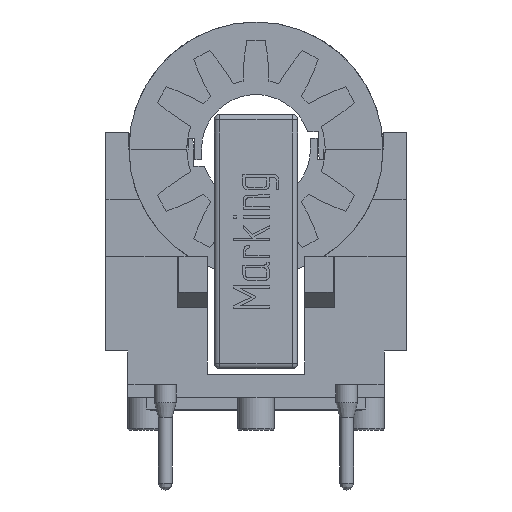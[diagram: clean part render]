
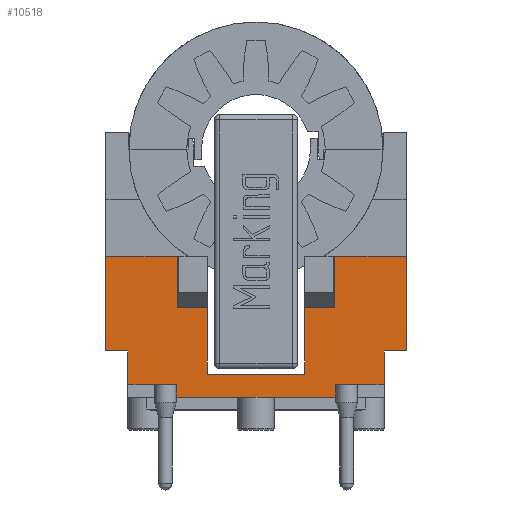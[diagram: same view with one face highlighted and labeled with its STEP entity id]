
A CAD part, left-side view. The second image highlights one B-rep face of the part: STEP entity #10518.
In plain terms, the highlighted planar face has unit normal (-1, 0, 0).
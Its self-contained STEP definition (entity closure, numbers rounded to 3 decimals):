
#540=PLANE('',#12602);
#1111=LINE('',#21292,#1970);
#1123=LINE('',#21319,#1982);
#1193=LINE('',#21516,#2052);
#1211=LINE('',#21553,#2070);
#1218=LINE('',#21567,#2077);
#1229=LINE('',#21593,#2088);
#1261=LINE('',#21654,#2120);
#1297=LINE('',#21736,#2156);
#1299=LINE('',#21740,#2158);
#1303=LINE('',#21747,#2162);
#1304=LINE('',#21750,#2163);
#1305=LINE('',#21751,#2164);
#1306=LINE('',#21752,#2165);
#1307=LINE('',#21754,#2166);
#1308=LINE('',#21755,#2167);
#1309=LINE('',#21757,#2168);
#1310=LINE('',#21759,#2169);
#1311=LINE('',#21761,#2170);
#1312=LINE('',#21762,#2171);
#1313=LINE('',#21764,#2172);
#1314=LINE('',#21765,#2173);
#1970=VECTOR('',#14994,1000.);
#1982=VECTOR('',#15012,1000.);
#2052=VECTOR('',#15170,1000.);
#2070=VECTOR('',#15198,1000.);
#2077=VECTOR('',#15209,1000.);
#2088=VECTOR('',#15228,1000.);
#2120=VECTOR('',#15274,1000.);
#2156=VECTOR('',#15342,1000.);
#2158=VECTOR('',#15346,1000.);
#2162=VECTOR('',#15352,1000.);
#2163=VECTOR('',#15353,1000.);
#2164=VECTOR('',#15354,1000.);
#2165=VECTOR('',#15355,1000.);
#2166=VECTOR('',#15356,1000.);
#2167=VECTOR('',#15357,1000.);
#2168=VECTOR('',#15358,1000.);
#2169=VECTOR('',#15359,1000.);
#2170=VECTOR('',#15360,1000.);
#2171=VECTOR('',#15361,1000.);
#2172=VECTOR('',#15362,1000.);
#2173=VECTOR('',#15363,1000.);
#4740=ORIENTED_EDGE('',*,*,#6585,.F.);
#4741=ORIENTED_EDGE('',*,*,#6586,.F.);
#4742=ORIENTED_EDGE('',*,*,#6538,.F.);
#4743=ORIENTED_EDGE('',*,*,#6587,.T.);
#4744=ORIENTED_EDGE('',*,*,#6369,.F.);
#4745=ORIENTED_EDGE('',*,*,#6588,.T.);
#4746=ORIENTED_EDGE('',*,*,#6589,.T.);
#4747=ORIENTED_EDGE('',*,*,#6581,.T.);
#4748=ORIENTED_EDGE('',*,*,#6579,.F.);
#4749=ORIENTED_EDGE('',*,*,#6505,.T.);
#4750=ORIENTED_EDGE('',*,*,#6590,.F.);
#4751=ORIENTED_EDGE('',*,*,#6591,.F.);
#4752=ORIENTED_EDGE('',*,*,#6592,.T.);
#4753=ORIENTED_EDGE('',*,*,#6593,.F.);
#4754=ORIENTED_EDGE('',*,*,#6493,.T.);
#4755=ORIENTED_EDGE('',*,*,#6594,.F.);
#4756=ORIENTED_EDGE('',*,*,#6595,.F.);
#4757=ORIENTED_EDGE('',*,*,#6486,.T.);
#4758=ORIENTED_EDGE('',*,*,#6381,.T.);
#4759=ORIENTED_EDGE('',*,*,#6468,.F.);
#4760=ORIENTED_EDGE('',*,*,#6596,.T.);
#6369=EDGE_CURVE('',#7505,#7502,#1111,.T.);
#6381=EDGE_CURVE('',#7518,#7517,#1123,.T.);
#6468=EDGE_CURVE('',#7586,#7517,#1193,.T.);
#6486=EDGE_CURVE('',#7601,#7518,#1211,.T.);
#6493=EDGE_CURVE('',#7604,#7605,#1218,.T.);
#6505=EDGE_CURVE('',#7613,#7616,#1229,.T.);
#6538=EDGE_CURVE('',#7638,#7639,#1261,.T.);
#6579=EDGE_CURVE('',#7613,#7668,#1297,.T.);
#6581=EDGE_CURVE('',#7670,#7668,#1299,.T.);
#6585=EDGE_CURVE('',#7672,#7673,#1303,.T.);
#6586=EDGE_CURVE('',#7639,#7672,#1304,.T.);
#6587=EDGE_CURVE('',#7638,#7502,#1305,.T.);
#6588=EDGE_CURVE('',#7505,#7674,#1306,.T.);
#6589=EDGE_CURVE('',#7674,#7670,#1307,.T.);
#6590=EDGE_CURVE('',#7675,#7616,#1308,.T.);
#6591=EDGE_CURVE('',#7676,#7675,#1309,.T.);
#6592=EDGE_CURVE('',#7676,#7677,#1310,.T.);
#6593=EDGE_CURVE('',#7604,#7677,#1311,.T.);
#6594=EDGE_CURVE('',#7678,#7605,#1312,.T.);
#6595=EDGE_CURVE('',#7601,#7678,#1313,.T.);
#6596=EDGE_CURVE('',#7586,#7673,#1314,.T.);
#7502=VERTEX_POINT('',#21286);
#7505=VERTEX_POINT('',#21291);
#7517=VERTEX_POINT('',#21318);
#7518=VERTEX_POINT('',#21320);
#7586=VERTEX_POINT('',#21515);
#7601=VERTEX_POINT('',#21554);
#7604=VERTEX_POINT('',#21564);
#7605=VERTEX_POINT('',#21566);
#7613=VERTEX_POINT('',#21586);
#7616=VERTEX_POINT('',#21592);
#7638=VERTEX_POINT('',#21653);
#7639=VERTEX_POINT('',#21655);
#7668=VERTEX_POINT('',#21735);
#7670=VERTEX_POINT('',#21741);
#7672=VERTEX_POINT('',#21748);
#7673=VERTEX_POINT('',#21749);
#7674=VERTEX_POINT('',#21753);
#7675=VERTEX_POINT('',#21756);
#7676=VERTEX_POINT('',#21758);
#7677=VERTEX_POINT('',#21760);
#7678=VERTEX_POINT('',#21763);
#8916=EDGE_LOOP('',(#4740,#4741,#4742,#4743,#4744,#4745,#4746,#4747,#4748,
#4749,#4750,#4751,#4752,#4753,#4754,#4755,#4756,#4757,#4758,#4759,#4760));
#9669=FACE_BOUND('',#8916,.T.);
#10518=ADVANCED_FACE('',(#9669),#540,.T.);
#12602=AXIS2_PLACEMENT_3D('',#21746,#15350,#15351);
#14994=DIRECTION('',(0.,0.,-1.));
#15012=DIRECTION('',(0.,0.,-1.));
#15170=DIRECTION('',(0.,1.,0.));
#15198=DIRECTION('',(0.,-1.,0.));
#15209=DIRECTION('',(0.,0.,1.));
#15228=DIRECTION('',(0.,1.,0.));
#15274=DIRECTION('',(0.,0.,-1.));
#15342=DIRECTION('',(0.,0.,1.));
#15346=DIRECTION('',(0.,1.,0.));
#15350=DIRECTION('',(-1.,0.,0.));
#15351=DIRECTION('',(0.,0.,1.));
#15352=DIRECTION('',(0.,1.,0.));
#15353=DIRECTION('',(0.,1.,0.));
#15354=DIRECTION('',(0.,-1.,0.));
#15355=DIRECTION('',(0.,-1.,0.));
#15356=DIRECTION('',(0.,0.,1.));
#15357=DIRECTION('',(0.,0.,1.));
#15358=DIRECTION('',(0.,-1.,0.));
#15359=DIRECTION('',(0.,0.,1.));
#15360=DIRECTION('',(0.,-1.,0.));
#15361=DIRECTION('',(0.,-1.,0.));
#15362=DIRECTION('',(0.,0.,1.));
#15363=DIRECTION('',(0.,0.,-1.));
#21286=CARTESIAN_POINT('',(-9.11,-7.055,2.53));
#21291=CARTESIAN_POINT('',(-9.11,-7.055,4.37));
#21292=CARTESIAN_POINT('',(-9.11,-7.055,4.37));
#21318=CARTESIAN_POINT('',(-9.11,7.055,2.53));
#21319=CARTESIAN_POINT('',(-9.11,7.055,4.37));
#21320=CARTESIAN_POINT('',(-9.11,7.055,4.37));
#21515=CARTESIAN_POINT('',(-9.11,4.4,2.53));
#21516=CARTESIAN_POINT('',(-9.11,4.4,2.53));
#21553=CARTESIAN_POINT('',(-9.11,-32.395,4.37));
#21554=CARTESIAN_POINT('',(-9.11,8.27,4.37));
#21564=CARTESIAN_POINT('',(-9.11,4.35,6.75));
#21566=CARTESIAN_POINT('',(-9.11,4.35,9.6));
#21567=CARTESIAN_POINT('',(-9.11,4.35,-21.849));
#21586=CARTESIAN_POINT('',(-9.11,-4.35,6.75));
#21592=CARTESIAN_POINT('',(-9.11,-2.675,6.75));
#21593=CARTESIAN_POINT('',(-9.11,-32.395,6.75));
#21653=CARTESIAN_POINT('',(-9.11,-4.4,2.53));
#21654=CARTESIAN_POINT('',(-9.11,-4.4,2.53));
#21655=CARTESIAN_POINT('',(-9.11,-4.4,1.82));
#21735=CARTESIAN_POINT('',(-9.11,-4.35,9.6));
#21736=CARTESIAN_POINT('',(-9.11,-4.35,-21.849));
#21740=CARTESIAN_POINT('',(-9.11,-8.27,9.6));
#21741=CARTESIAN_POINT('',(-9.11,-8.27,9.6));
#21746=CARTESIAN_POINT('',(-9.11,-32.395,0.));
#21747=CARTESIAN_POINT('',(-9.11,-7.055,1.82));
#21748=CARTESIAN_POINT('',(-9.11,0.,1.82));
#21749=CARTESIAN_POINT('',(-9.11,4.4,1.82));
#21750=CARTESIAN_POINT('',(-9.11,-7.055,1.82));
#21751=CARTESIAN_POINT('',(-9.11,-4.4,2.53));
#21752=CARTESIAN_POINT('',(-9.11,-32.395,4.37));
#21753=CARTESIAN_POINT('',(-9.11,-8.27,4.37));
#21754=CARTESIAN_POINT('',(-9.11,-8.27,15.5));
#21755=CARTESIAN_POINT('',(-9.11,-2.675,3.1));
#21756=CARTESIAN_POINT('',(-9.11,-2.675,3.1));
#21757=CARTESIAN_POINT('',(-9.11,-2.675,3.1));
#21758=CARTESIAN_POINT('',(-9.11,2.675,3.1));
#21759=CARTESIAN_POINT('',(-9.11,2.675,3.1));
#21760=CARTESIAN_POINT('',(-9.11,2.675,6.75));
#21761=CARTESIAN_POINT('',(-9.11,32.395,6.75));
#21762=CARTESIAN_POINT('',(-9.11,8.27,9.6));
#21763=CARTESIAN_POINT('',(-9.11,8.27,9.6));
#21764=CARTESIAN_POINT('',(-9.11,8.27,15.5));
#21765=CARTESIAN_POINT('',(-9.11,4.4,2.53));
